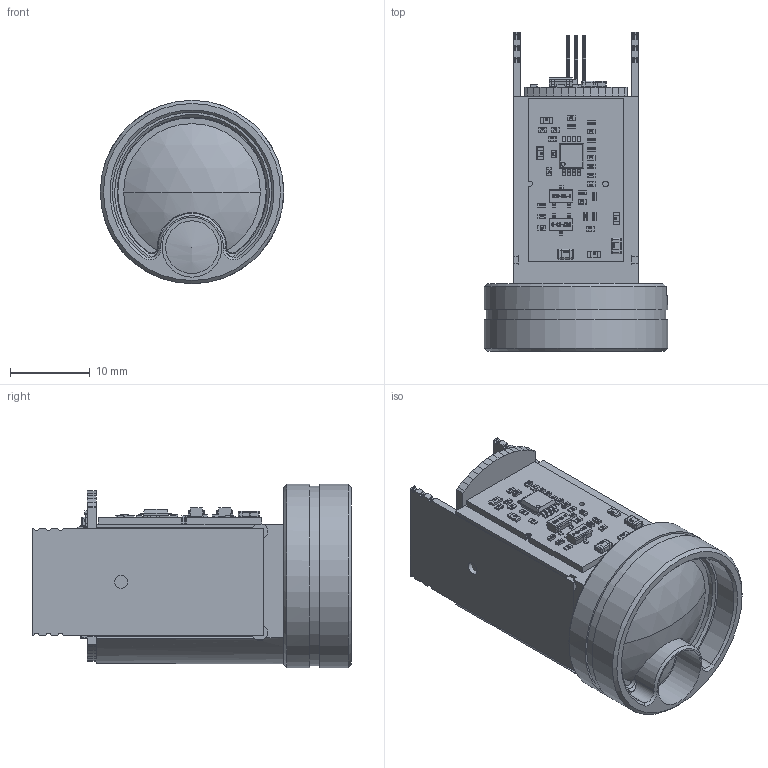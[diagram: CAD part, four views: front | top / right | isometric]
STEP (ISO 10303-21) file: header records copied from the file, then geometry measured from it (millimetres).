
FILE_DESCRIPTION(/* description */ (''),/* implementation_level */ '2;1');
FILE_NAME(/* name */ 'DEG-LRF1000-905测距结构N版(外观).stp',/* time_stamp */ '2024-06-20T11:07:01+08:00',/* author */ (''),/* organization */ (''),/* preprocessor_version */ 'ST-DEVELOPER v16.7',/* originating_system */ 'SIEMENS PLM Software NX 12.0',/* authorisation */ '');
FILE_SCHEMA (('AUTOMOTIVE_DESIGN { 1 0 10303 214 3 1 1 1 }'));
Length unit declared in the file: millimetre
Products named in the file (1): Admi1F4C9E01cz14
Bounding box: 23 x 40 x 23 mm (x, y, z)
Volume: 9040.6 mm3; surface area: 8087.9 mm2
Topology: 120 solids, 133 shells, 5048 faces, 12882 edges, 8464 vertices
Faces by surface type: plane 2572, bspline 1495, cylinder 748, sphere 217, cone 15, torus 1
Full cylindrical faces by diameter (mm): 0.5 x3, 0.7 x1, 1.25 x1, 1.6 x2, 3 x1, 6.6 x3, 7.5 x1, 22.5 x1, 23 x2
Entity records: 273727 total; most frequent: CARTESIAN_POINT 144080, ORIENTED_EDGE 24795, DIRECTION 17766, EDGE_CURVE 12419, LINE 8042, VECTOR 8042, VERTEX_POINT 7942, EDGE_LOOP 5377
